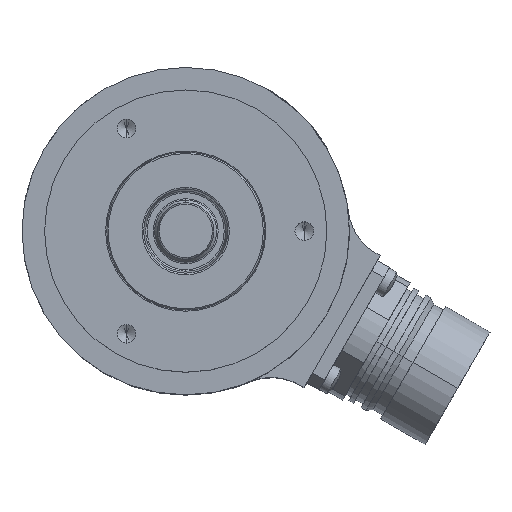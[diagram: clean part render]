
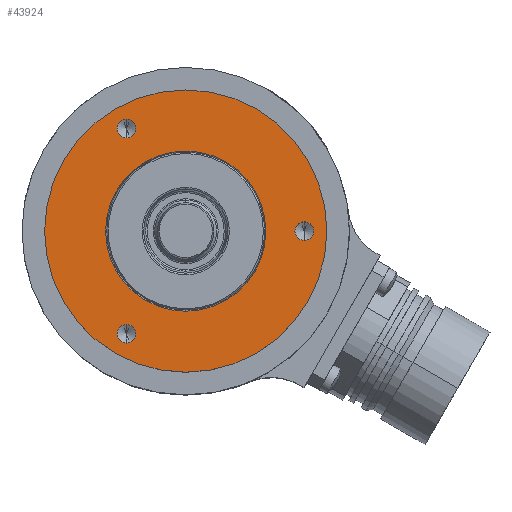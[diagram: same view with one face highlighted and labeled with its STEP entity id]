
A CAD part, top view. The second image highlights one B-rep face of the part: STEP entity #43924.
In plain terms, the highlighted planar face has unit normal (0, 0, 1).
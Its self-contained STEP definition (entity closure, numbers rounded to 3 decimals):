
#16360=CARTESIAN_POINT('',(0.,0.,27.));
#16361=DIRECTION('',(0.,0.,-1.));
#16362=DIRECTION('',(0.,1.,0.));
#16363=AXIS2_PLACEMENT_3D('',#16360,#16361,#16362);
#16365=CARTESIAN_POINT('',(0.,0.,27.));
#16366=DIRECTION('',(0.,0.,-1.));
#16367=DIRECTION('',(0.,-1.,0.));
#16368=AXIS2_PLACEMENT_3D('',#16365,#16366,#16367);
#16370=CARTESIAN_POINT('',(21.,0.,27.));
#16371=DIRECTION('',(0.,0.,1.));
#16372=DIRECTION('',(0.,-1.,0.));
#16373=AXIS2_PLACEMENT_3D('',#16370,#16371,#16372);
#16375=CARTESIAN_POINT('',(21.,0.,27.));
#16376=DIRECTION('',(0.,0.,1.));
#16377=DIRECTION('',(0.,1.,0.));
#16378=AXIS2_PLACEMENT_3D('',#16375,#16376,#16377);
#16380=CARTESIAN_POINT('',(-10.5,-18.187,27.));
#16381=DIRECTION('',(0.,0.,1.));
#16382=DIRECTION('',(0.,-1.,0.));
#16383=AXIS2_PLACEMENT_3D('',#16380,#16381,#16382);
#16385=CARTESIAN_POINT('',(-10.5,-18.187,27.));
#16386=DIRECTION('',(0.,0.,1.));
#16387=DIRECTION('',(0.,1.,0.));
#16388=AXIS2_PLACEMENT_3D('',#16385,#16386,#16387);
#16390=CARTESIAN_POINT('',(-10.5,18.187,27.));
#16391=DIRECTION('',(0.,0.,1.));
#16392=DIRECTION('',(0.,-1.,0.));
#16393=AXIS2_PLACEMENT_3D('',#16390,#16391,#16392);
#16395=CARTESIAN_POINT('',(-10.5,18.187,27.));
#16396=DIRECTION('',(0.,0.,1.));
#16397=DIRECTION('',(0.,1.,0.));
#16398=AXIS2_PLACEMENT_3D('',#16395,#16396,#16397);
#16405=CARTESIAN_POINT('',(0.,0.,27.));
#16406=DIRECTION('',(0.,0.,-1.));
#16407=DIRECTION('',(-1.,0.,0.));
#16408=AXIS2_PLACEMENT_3D('',#16405,#16406,#16407);
#16423=CARTESIAN_POINT('',(0.,0.,27.));
#16424=DIRECTION('',(0.,0.,-1.));
#16425=DIRECTION('',(1.,0.,0.));
#16426=AXIS2_PLACEMENT_3D('',#16423,#16424,#16425);
#23535=CARTESIAN_POINT('',(0.,25.,27.));
#23536=CARTESIAN_POINT('',(0.,-25.,27.));
#23537=VERTEX_POINT('',#23535);
#23538=VERTEX_POINT('',#23536);
#23741=CARTESIAN_POINT('',(14.188,0.,27.));
#23742=CARTESIAN_POINT('',(-14.188,0.,27.));
#23743=VERTEX_POINT('',#23741);
#23744=VERTEX_POINT('',#23742);
#23953=CARTESIAN_POINT('',(21.,-1.65,27.));
#23954=CARTESIAN_POINT('',(21.,1.65,27.));
#23955=VERTEX_POINT('',#23953);
#23956=VERTEX_POINT('',#23954);
#23963=CARTESIAN_POINT('',(-10.5,-19.837,27.));
#23964=CARTESIAN_POINT('',(-10.5,-16.537,27.));
#23965=VERTEX_POINT('',#23963);
#23966=VERTEX_POINT('',#23964);
#23973=CARTESIAN_POINT('',(-10.5,16.537,27.));
#23974=CARTESIAN_POINT('',(-10.5,19.837,27.));
#23975=VERTEX_POINT('',#23973);
#23976=VERTEX_POINT('',#23974);
#43890=CARTESIAN_POINT('',(0.,0.,27.));
#43891=DIRECTION('',(0.,0.,1.));
#43892=DIRECTION('',(1.,0.,0.));
#43893=AXIS2_PLACEMENT_3D('',#43890,#43891,#43892);
#43894=PLANE('',#43893);
#43896=ORIENTED_EDGE('',*,*,#43895,.T.);
#43897=ORIENTED_EDGE('',*,*,#43880,.T.);
#43898=EDGE_LOOP('',(#43896,#43897));
#43899=FACE_OUTER_BOUND('',#43898,.F.);
#43901=ORIENTED_EDGE('',*,*,#43900,.F.);
#43903=ORIENTED_EDGE('',*,*,#43902,.F.);
#43904=EDGE_LOOP('',(#43901,#43903));
#43905=FACE_BOUND('',#43904,.F.);
#43907=ORIENTED_EDGE('',*,*,#43906,.T.);
#43909=ORIENTED_EDGE('',*,*,#43908,.T.);
#43910=EDGE_LOOP('',(#43907,#43909));
#43911=FACE_BOUND('',#43910,.F.);
#43913=ORIENTED_EDGE('',*,*,#43912,.T.);
#43915=ORIENTED_EDGE('',*,*,#43914,.T.);
#43916=EDGE_LOOP('',(#43913,#43915));
#43917=FACE_BOUND('',#43916,.F.);
#43919=ORIENTED_EDGE('',*,*,#43918,.T.);
#43921=ORIENTED_EDGE('',*,*,#43920,.T.);
#43922=EDGE_LOOP('',(#43919,#43921));
#43923=FACE_BOUND('',#43922,.F.);
#16364=CIRCLE('',#16363,25.);
#16369=CIRCLE('',#16368,25.);
#16374=CIRCLE('',#16373,1.65);
#16379=CIRCLE('',#16378,1.65);
#16384=CIRCLE('',#16383,1.65);
#16389=CIRCLE('',#16388,1.65);
#16394=CIRCLE('',#16393,1.65);
#16399=CIRCLE('',#16398,1.65);
#16409=CIRCLE('',#16408,14.188);
#16427=CIRCLE('',#16426,14.188);
#43880=EDGE_CURVE('',#23538,#23537,#16369,.T.);
#43895=EDGE_CURVE('',#23537,#23538,#16364,.T.);
#43900=EDGE_CURVE('',#23744,#23743,#16409,.T.);
#43902=EDGE_CURVE('',#23743,#23744,#16427,.T.);
#43906=EDGE_CURVE('',#23955,#23956,#16374,.T.);
#43908=EDGE_CURVE('',#23956,#23955,#16379,.T.);
#43912=EDGE_CURVE('',#23965,#23966,#16384,.T.);
#43914=EDGE_CURVE('',#23966,#23965,#16389,.T.);
#43918=EDGE_CURVE('',#23975,#23976,#16394,.T.);
#43920=EDGE_CURVE('',#23976,#23975,#16399,.T.);
#43924=ADVANCED_FACE('',(#43899,#43905,#43911,#43917,#43923),#43894,.T.);
